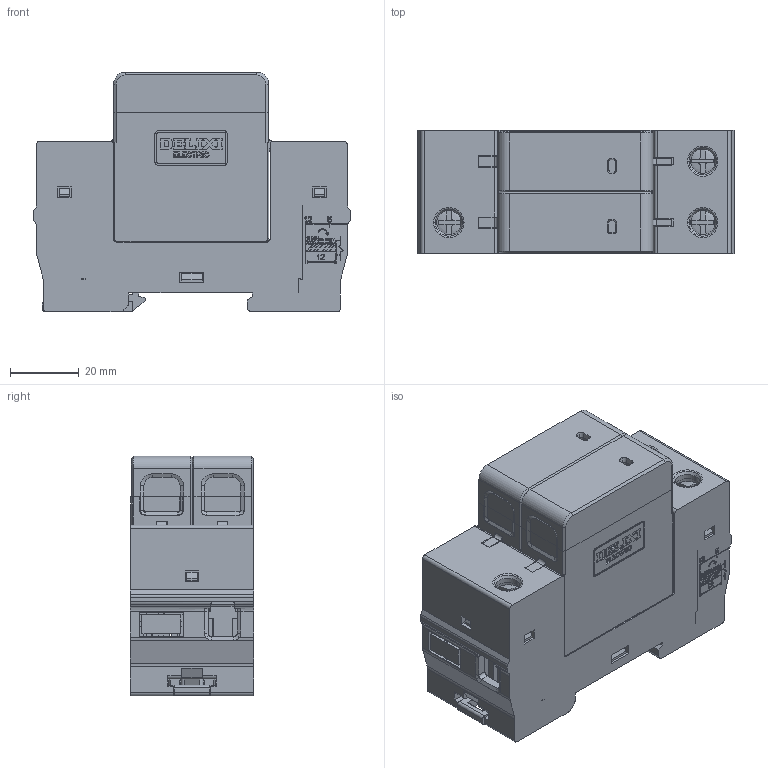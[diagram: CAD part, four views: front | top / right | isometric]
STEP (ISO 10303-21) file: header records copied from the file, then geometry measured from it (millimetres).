
FILE_DESCRIPTION((''),'2;1');
FILE_NAME('DZ47VY-65-2P_ASM','2021-11-19T',('linxiao.guan'),(''),'PRO/ENGINEER BY PARAMETRIC TECHNOLOGY CORPORATION, 2015440','PRO/ENGINEER BY PARAMETRIC TECHNOLOGY CORPORATION, 2015440','');
FILE_SCHEMA(('CONFIG_CONTROL_DESIGN'));
Products named in the file (3): PRT0001_AF0; 8005031500; DZ47VY-65-2P_ASM
Assembly tree (3 placements, depth 2):
  DZ47VY-65-2P_ASM
    PRT0001_AF0
    8005031500  x2
Bounding box: 92 x 35.8 x 69.5 mm (x, y, z)
Volume: 70050.1 mm3; surface area: 88307.7 mm2
Topology: 3 solids, 3 shells, 4539 faces, 13077 edges, 8655 vertices
Faces by surface type: plane 4081, cylinder 344, cone 58, torus 26, bspline 18, sphere 12
Entity records: 130932 total; most frequent: CARTESIAN_POINT 28276, ORIENTED_EDGE 22462, DIRECTION 19439, EDGE_CURVE 11231, VECTOR 10171, LINE 10171, VERTEX_POINT 7436, AXIS2_PLACEMENT_3D 4634
